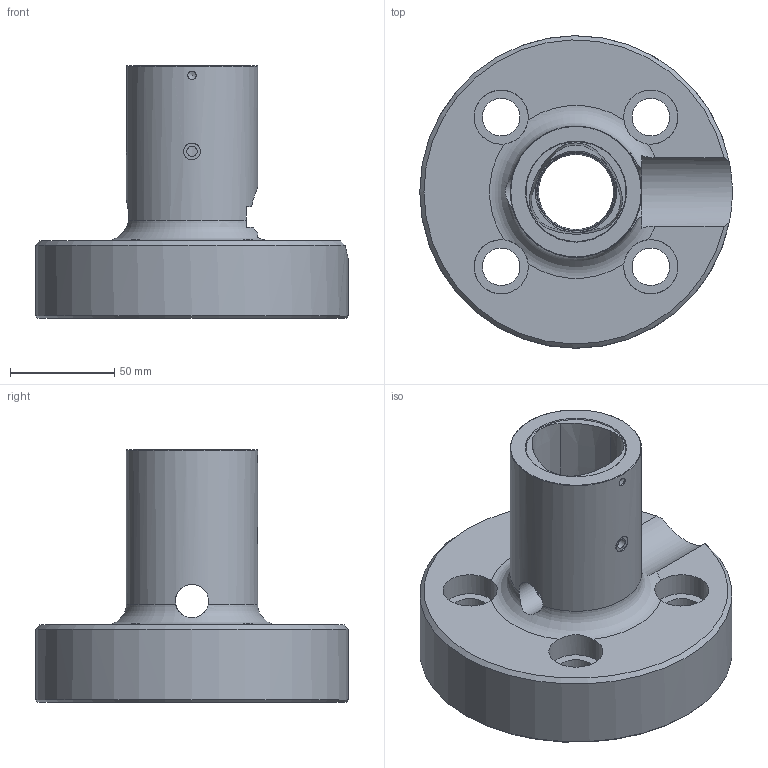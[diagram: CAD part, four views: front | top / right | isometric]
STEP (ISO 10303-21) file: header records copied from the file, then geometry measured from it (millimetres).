
FILE_DESCRIPTION(/* description */ (''),/* implementation_level */ '2;1');
FILE_NAME(/* name */ '1561613888177.stp',/* time_stamp */ '2019-06-27T07:38:12+02:00',/* author */ (''),/* organization */ ('SMS'),/* preprocessor_version */ 'ST-DEVELOPER v16.7',/* originating_system */ 'SIEMENS PLM Software NX 12.0',/* authorisation */ '');
FILE_SCHEMA (('AUTOMOTIVE_DESIGN { 1 0 10303 214 3 1 1 1 }'));
Length unit declared in the file: millimetre
Products named in the file (1): 202379608mod000_00
Bounding box: 150 x 150 x 121 mm (x, y, z)
Volume: 498904.5 mm3; surface area: 93401.5 mm2
Topology: 1 solids, 1 shells, 126 faces, 338 edges, 219 vertices
Faces by surface type: cylinder 46, plane 44, cone 21, torus 15
Full cylindrical faces by diameter (mm): 4 x2, 5 x1, 8 x1, 16.009 x1, 18 x4, 26 x4, 28.011 x1, 36.031 x1, 38.031 x1, 38.2 x1, 39 x1, 47 x1, 63 x1, 128.576 x1, 129.176 x1, 150 x1
Entity records: 4093 total; most frequent: CARTESIAN_POINT 1128, DIRECTION 634, ORIENTED_EDGE 550, EDGE_CURVE 275, AXIS2_PLACEMENT_3D 275, VERTEX_POINT 197, EDGE_LOOP 187, CIRCLE 134
